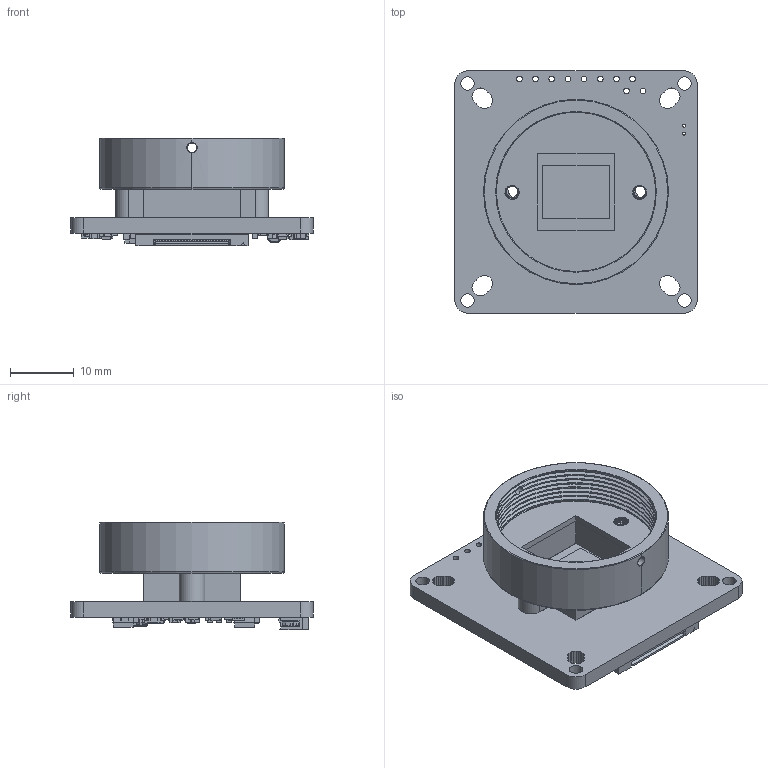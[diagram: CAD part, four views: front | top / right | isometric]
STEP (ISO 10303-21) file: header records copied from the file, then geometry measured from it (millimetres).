
FILE_DESCRIPTION (( 'STEP AP214' ), '1' );
FILE_NAME ('b0249祥湍噩芛.STEP', '2021-06-09T09:04:04', ( '' ), ( '' ), 'SwSTEP 2.0', 'SolidWorks 2020', '' );
FILE_SCHEMA (( 'AUTOMOTIVE_DESIGN' ));
Length unit declared in the file: millimetre
Products named in the file (1): b0249祥湍噩芛
Bounding box: 38 x 38 x 16.89 mm (x, y, z)
Volume: 5756.4 mm3; surface area: 7954.9 mm2
Topology: 157 solids, 157 shells, 4197 faces, 10586 edges, 6599 vertices
Faces by surface type: plane 2503, cylinder 754, bspline 718, sphere 204, torus 18
Entity records: 227416 total; most frequent: CARTESIAN_POINT 85107, ORIENTED_EDGE 20716, DIRECTION 16997, EDGE_CURVE 10358, VECTOR 7419, LINE 7419, VERTEX_POINT 6599, AXIS2_PLACEMENT_3D 4789
